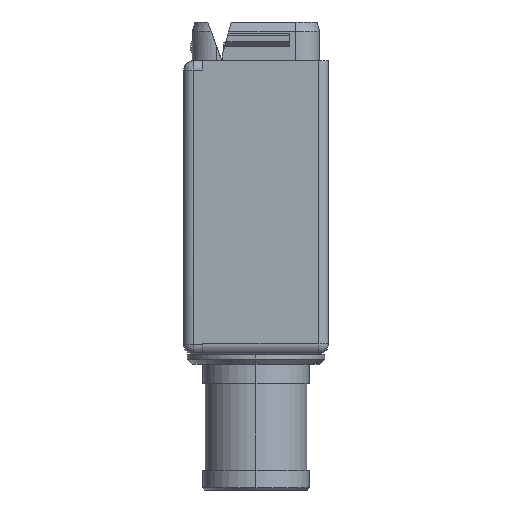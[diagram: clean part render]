
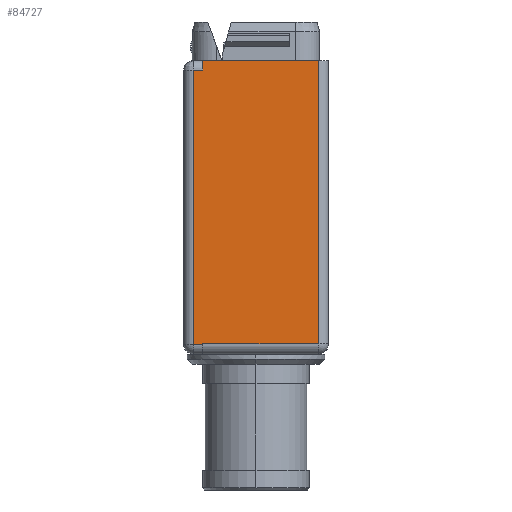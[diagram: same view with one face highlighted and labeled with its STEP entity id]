
A CAD part, left-side view. The second image highlights one B-rep face of the part: STEP entity #84727.
In plain terms, the highlighted planar face has unit normal (-1, 0, 0).
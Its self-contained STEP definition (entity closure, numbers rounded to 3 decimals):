
#9=DIRECTION('',(0.,1.,0.));
#10=VECTOR('',#9,11.93);
#11=CARTESIAN_POINT('',(-37.5,-6.43,0.));
#12=LINE('',#11,#10);
#832=DIRECTION('',(0.,0.,-1.));
#833=VECTOR('',#832,0.02);
#834=CARTESIAN_POINT('',(-37.5,5.5,-29.25));
#835=LINE('',#834,#833);
#24642=DIRECTION('',(0.,0.,-1.));
#24643=VECTOR('',#24642,0.96);
#24644=CARTESIAN_POINT('',(-37.5,5.5,0.));
#24645=LINE('',#24644,#24643);
#24651=DIRECTION('',(0.,1.,0.));
#24652=VECTOR('',#24651,0.93);
#24653=CARTESIAN_POINT('',(-37.5,5.5,-0.96));
#24654=LINE('',#24653,#24652);
#24660=DIRECTION('',(0.,1.,0.));
#24661=VECTOR('',#24660,11.93);
#24662=CARTESIAN_POINT('',(-37.5,-6.43,-29.25));
#24663=LINE('',#24662,#24661);
#24673=DIRECTION('',(0.,0.,1.));
#24674=VECTOR('',#24673,29.25);
#24675=CARTESIAN_POINT('',(-37.5,-6.43,-29.25));
#24676=LINE('',#24675,#24674);
#26518=DIRECTION('',(0.,1.,0.));
#26519=VECTOR('',#26518,0.93);
#26520=CARTESIAN_POINT('',(-37.5,5.5,-29.27));
#26521=LINE('',#26520,#26519);
#26545=DIRECTION('',(0.,0.,1.));
#26546=VECTOR('',#26545,28.31);
#26547=CARTESIAN_POINT('',(-37.5,6.43,-29.27));
#26548=LINE('',#26547,#26546);
#45458=CARTESIAN_POINT('',(-37.5,5.5,0.));
#45459=VERTEX_POINT('',#45458);
#45530=CARTESIAN_POINT('',(-37.5,-6.43,-29.25));
#45531=CARTESIAN_POINT('',(-37.5,-6.43,0.));
#45532=VERTEX_POINT('',#45530);
#45533=VERTEX_POINT('',#45531);
#47286=CARTESIAN_POINT('',(-37.5,5.5,-29.27));
#47287=CARTESIAN_POINT('',(-37.5,6.43,-29.27));
#47288=VERTEX_POINT('',#47286);
#47289=VERTEX_POINT('',#47287);
#47338=CARTESIAN_POINT('',(-37.5,6.43,-0.96));
#47340=VERTEX_POINT('',#47338);
#48049=CARTESIAN_POINT('',(-37.5,5.5,-0.96));
#48050=VERTEX_POINT('',#48049);
#48143=CARTESIAN_POINT('',(-37.5,5.5,-29.25));
#48144=VERTEX_POINT('',#48143);
#84707=CARTESIAN_POINT('',(-37.5,-7.48,0.));
#84708=DIRECTION('',(-1.,0.,0.));
#84709=DIRECTION('',(0.,1.,0.));
#84710=AXIS2_PLACEMENT_3D('',#84707,#84708,#84709);
#84711=PLANE('',#84710);
#84713=ORIENTED_EDGE('',*,*,#84712,.T.);
#84714=ORIENTED_EDGE('',*,*,#55397,.T.);
#84716=ORIENTED_EDGE('',*,*,#84715,.T.);
#84718=ORIENTED_EDGE('',*,*,#84717,.T.);
#84720=ORIENTED_EDGE('',*,*,#84719,.F.);
#84721=ORIENTED_EDGE('',*,*,#84700,.F.);
#84722=ORIENTED_EDGE('',*,*,#54565,.F.);
#84724=ORIENTED_EDGE('',*,*,#84723,.F.);
#84725=EDGE_LOOP('',(#84713,#84714,#84716,#84718,#84720,#84721,#84722,#84724));
#84726=FACE_OUTER_BOUND('',#84725,.F.);
#84727=ADVANCED_FACE('',(#84726),#84711,.T.);
#54565=EDGE_CURVE('',#45533,#45459,#12,.T.);
#55397=EDGE_CURVE('',#48144,#47288,#835,.T.);
#84700=EDGE_CURVE('',#45459,#48050,#24645,.T.);
#84712=EDGE_CURVE('',#45532,#48144,#24663,.T.);
#84715=EDGE_CURVE('',#47288,#47289,#26521,.T.);
#84717=EDGE_CURVE('',#47289,#47340,#26548,.T.);
#84719=EDGE_CURVE('',#48050,#47340,#24654,.T.);
#84723=EDGE_CURVE('',#45532,#45533,#24676,.T.);
